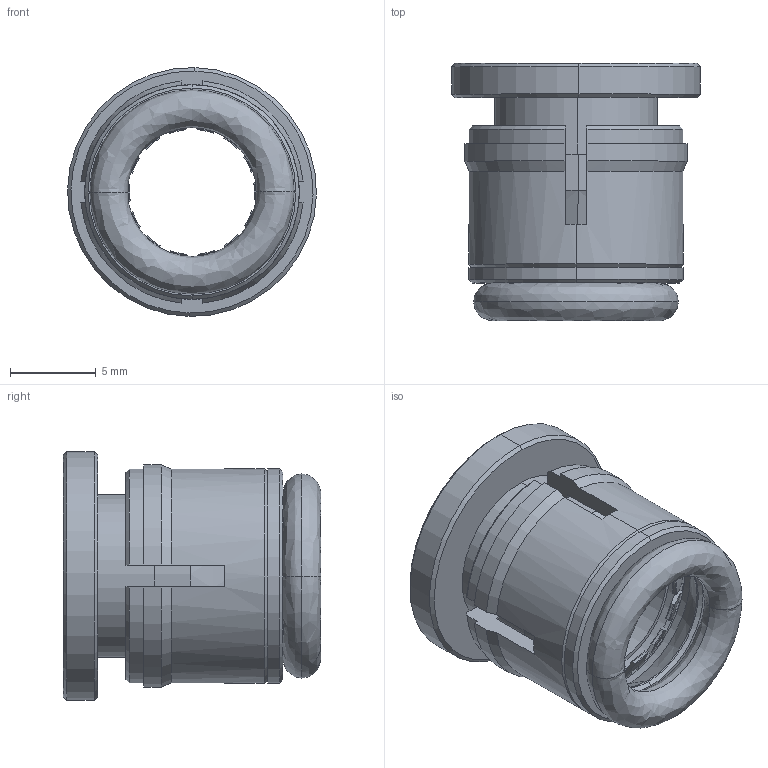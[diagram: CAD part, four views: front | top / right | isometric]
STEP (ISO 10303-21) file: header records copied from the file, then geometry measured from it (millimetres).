
FILE_DESCRIPTION (( 'STEP AP214' ), '1' );
FILE_NAME ('CFS8(5-16)W.STEP', '2018-06-12T16:25:06', ( '' ), ( '' ), 'SwSTEP 2.0', 'SolidWorks 2016', '' );
FILE_SCHEMA (( 'AUTOMOTIVE_DESIGN' ));
Length unit declared in the file: millimetre
Products named in the file (1): CFS8(5-16)W
Bounding box: 14.5 x 15 x 14.5 mm (x, y, z)
Volume: 863.2 mm3; surface area: 2090.4 mm2
Topology: 5 solids, 5 shells, 333 faces, 943 edges, 618 vertices
Faces by surface type: plane 140, cone 113, cylinder 48, bspline 32
Entity records: 15540 total; most frequent: CARTESIAN_POINT 3787, ORIENTED_EDGE 1886, DIRECTION 1445, EDGE_CURVE 943, VERTEX_POINT 618, AXIS2_PLACEMENT_3D 596, B_SPLINE_CURVE_WITH_KNOTS 396, EDGE_LOOP 341
